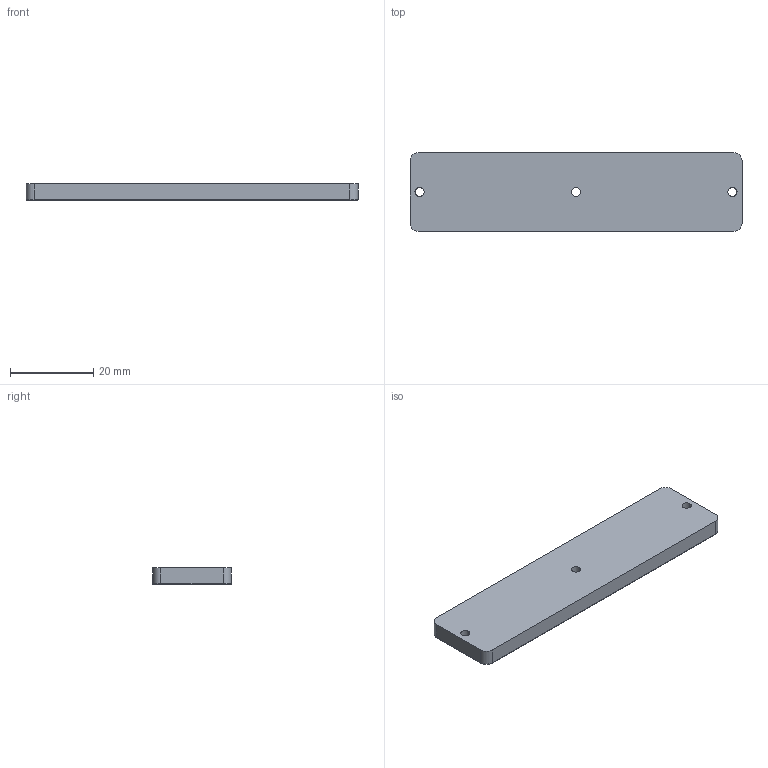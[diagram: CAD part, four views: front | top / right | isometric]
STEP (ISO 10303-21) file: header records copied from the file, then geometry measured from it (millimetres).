
FILE_DESCRIPTION (( 'STEP AP203' ), '1' );
FILE_NAME ('Customer-BB(090)P62.STEP', '2020-05-26T09:35:03', ( '' ), ( '' ), 'SwSTEP 2.0', 'SolidWorks 2018', '' );
FILE_SCHEMA (( 'CONFIG_CONTROL_DESIGN' ));
Length unit declared in the file: millimetre
Products named in the file (1): Customer-BB(090)P62
Bounding box: 80 x 19 x 4 mm (x, y, z)
Volume: 5838.9 mm3; surface area: 3885.2 mm2
Topology: 1 solids, 1 shells, 202 faces, 547 edges, 344 vertices
Faces by surface type: cylinder 94, plane 56, torus 20, cone 16, sphere 16
Entity records: 6320 total; most frequent: CARTESIAN_POINT 1327, ORIENTED_EDGE 1062, DIRECTION 1027, EDGE_CURVE 531, AXIS2_PLACEMENT_3D 376, VERTEX_POINT 344, VECTOR 275, LINE 275
